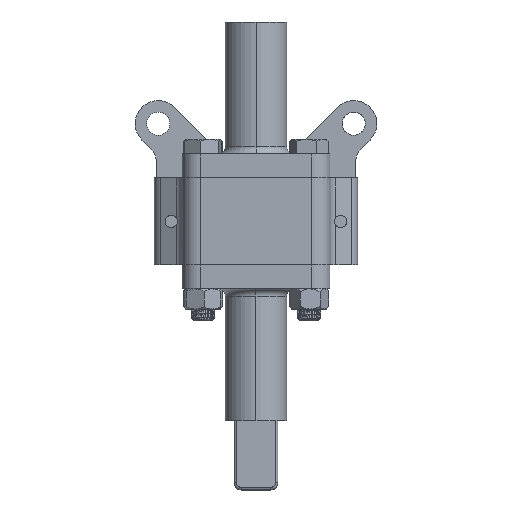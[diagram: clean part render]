
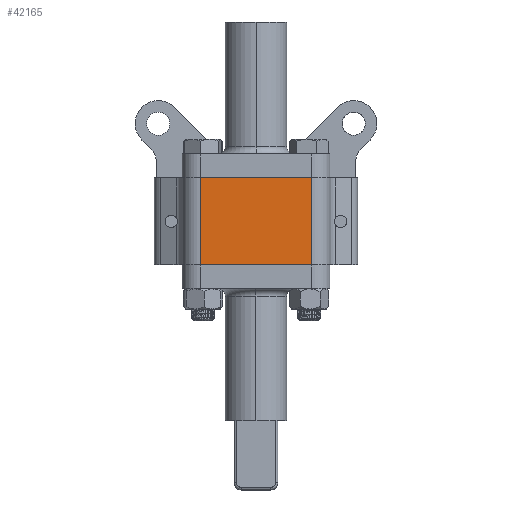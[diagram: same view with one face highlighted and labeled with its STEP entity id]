
A CAD part, front view. The second image highlights one B-rep face of the part: STEP entity #42165.
In plain terms, the highlighted planar face has unit normal (0, -1, 0).
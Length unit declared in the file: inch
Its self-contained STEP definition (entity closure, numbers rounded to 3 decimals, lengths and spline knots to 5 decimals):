
#759 = CARTESIAN_POINT ( 'NONE',  ( 0.90551, -1.20079, -0.70866 ) ) ;
#3548 = ORIENTED_EDGE ( 'NONE', *, *, #54543, .T. ) ;
#8365 = DIRECTION ( 'NONE',  ( 0., 0., -1. ) ) ;
#8637 = DIRECTION ( 'NONE',  ( 1., 0., 0. ) ) ;
#8746 = DIRECTION ( 'NONE',  ( -1., 0., 0. ) ) ;
#12526 = CARTESIAN_POINT ( 'NONE',  ( 0.90551, -1.20079, 0.70866 ) ) ;
#13149 = CARTESIAN_POINT ( 'NONE',  ( -0.90551, -1.20079, -0.70866 ) ) ;
#13702 = PLANE ( 'NONE',  #37406 ) ;
#18137 = DIRECTION ( 'NONE',  ( 1., 0., 0. ) ) ;
#18762 = VECTOR ( 'NONE', #8637, 39.37008 ) ;
#19595 = FACE_OUTER_BOUND ( 'NONE', #21454, .T. ) ;
#21454 = EDGE_LOOP ( 'NONE', ( #3548, #61700, #37792, #28803 ) ) ;
#24865 = CARTESIAN_POINT ( 'NONE',  ( 0.90551, -1.20079, 0.70866 ) ) ;
#28803 = ORIENTED_EDGE ( 'NONE', *, *, #31555, .T. ) ;
#31555 = EDGE_CURVE ( 'NONE', #51140, #36793, #51785, .T. ) ;
#33914 = EDGE_CURVE ( 'NONE', #70304, #67232, #34966, .T. ) ;
#34824 = VECTOR ( 'NONE', #8365, 39.37008 ) ;
#34966 = LINE ( 'NONE', #41899, #67995 ) ;
#35204 = CARTESIAN_POINT ( 'NONE',  ( 0.90551, -1.20079, -0.70866 ) ) ;
#36793 = VERTEX_POINT ( 'NONE', #13149 ) ;
#37406 = AXIS2_PLACEMENT_3D ( 'NONE', #24865, #62784, #8746 ) ;
#37792 = ORIENTED_EDGE ( 'NONE', *, *, #59081, .F. ) ;
#38440 = LINE ( 'NONE', #12526, #66447 ) ;
#41899 = CARTESIAN_POINT ( 'NONE',  ( 0.90551, -1.20079, 0.70866 ) ) ;
#42165 = ADVANCED_FACE ( 'NONE', ( #19595 ), #13702, .F. ) ;
#51140 = VERTEX_POINT ( 'NONE', #53169 ) ;
#51785 = LINE ( 'NONE', #52186, #34824 ) ;
#52186 = CARTESIAN_POINT ( 'NONE',  ( -0.90551, -1.20079, 0.70866 ) ) ;
#53169 = CARTESIAN_POINT ( 'NONE',  ( -0.90551, -1.20079, 0.70866 ) ) ;
#54543 = EDGE_CURVE ( 'NONE', #36793, #67232, #63787, .T. ) ;
#57709 = CARTESIAN_POINT ( 'NONE',  ( 0.90551, -1.20079, 0.70866 ) ) ;
#59081 = EDGE_CURVE ( 'NONE', #51140, #70304, #38440, .T. ) ;
#61700 = ORIENTED_EDGE ( 'NONE', *, *, #33914, .F. ) ;
#62784 = DIRECTION ( 'NONE',  ( 0., 1., 0. ) ) ;
#63787 = LINE ( 'NONE', #35204, #18762 ) ;
#63922 = DIRECTION ( 'NONE',  ( 0., 0., -1. ) ) ;
#66447 = VECTOR ( 'NONE', #18137, 39.37008 ) ;
#67232 = VERTEX_POINT ( 'NONE', #759 ) ;
#67995 = VECTOR ( 'NONE', #63922, 39.37008 ) ;
#70304 = VERTEX_POINT ( 'NONE', #57709 ) ;
